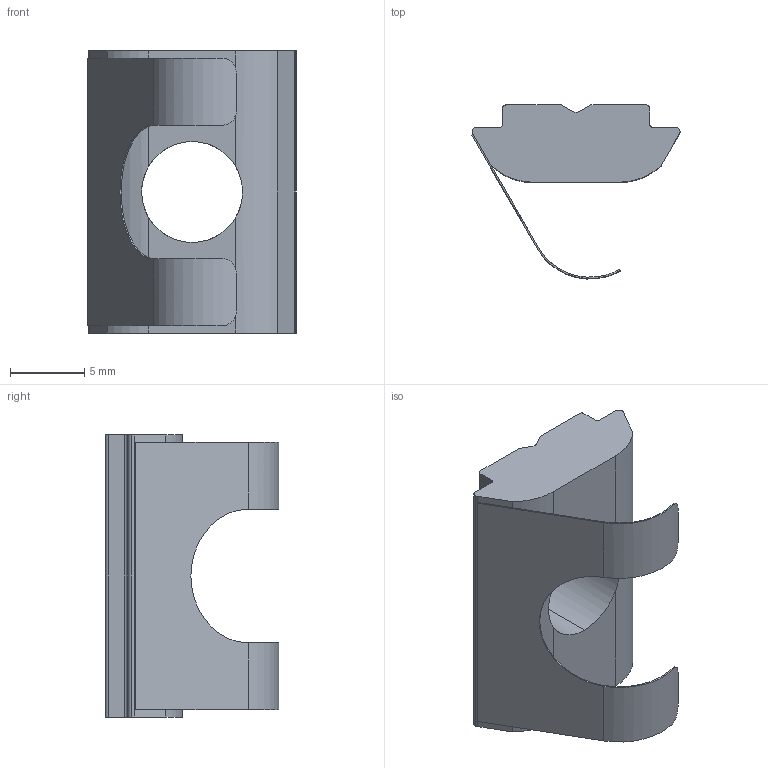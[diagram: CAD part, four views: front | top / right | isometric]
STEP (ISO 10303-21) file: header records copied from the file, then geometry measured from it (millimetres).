
FILE_DESCRIPTION (( 'STEP AP214' ), '1' );
FILE_NAME ('096168f.STEP', '2012-02-22T08:52:27', ( 'de01pc046' ), ( 'Fath GmbH' ), 'SwSTEP 2.0', 'SolidWorks 2011', '' );
FILE_SCHEMA (( 'AUTOMOTIVE_DESIGN' ));
Length unit declared in the file: millimetre
Products named in the file (1): 096168f
Bounding box: 14.02 x 11.69 x 19 mm (x, y, z)
Volume: 943.6 mm3; surface area: 1095.7 mm2
Topology: 1 solids, 1 shells, 49 faces, 143 edges, 94 vertices
Faces by surface type: plane 26, cylinder 23
Entity records: 1765 total; most frequent: CARTESIAN_POINT 417, ORIENTED_EDGE 286, DIRECTION 259, EDGE_CURVE 143, VERTEX_POINT 94, AXIS2_PLACEMENT_3D 88, VECTOR 83, LINE 83
